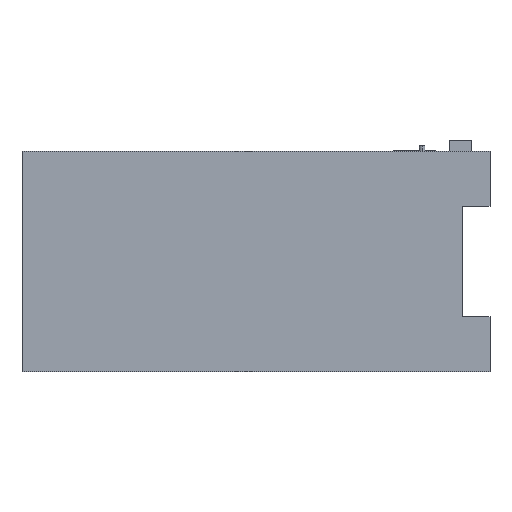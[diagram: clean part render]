
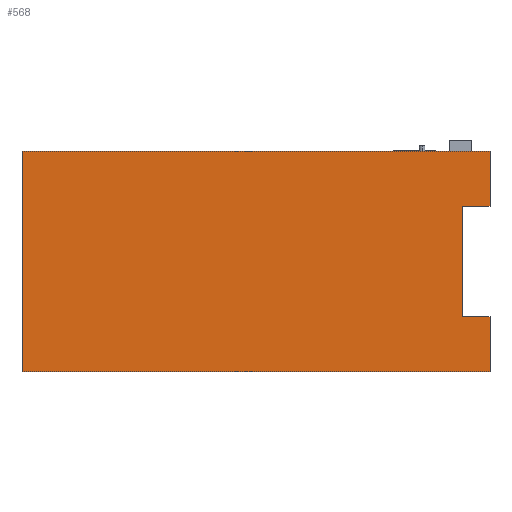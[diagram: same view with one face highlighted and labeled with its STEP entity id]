
A CAD part, left-side view. The second image highlights one B-rep face of the part: STEP entity #568.
In plain terms, the highlighted planar face has unit normal (-1, 0, 0).
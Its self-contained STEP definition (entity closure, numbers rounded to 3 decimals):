
#6 = CARTESIAN_POINT ( 'NONE',  ( 0., 800., 400. ) ) ;
#75 = EDGE_CURVE ( 'NONE', #854, #505, #1472, .T. ) ;
#76 = VERTEX_POINT ( 'NONE', #1496 ) ;
#81 = LINE ( 'NONE', #1450, #1326 ) ;
#97 = AXIS2_PLACEMENT_3D ( 'NONE', #167, #499, #2001 ) ;
#125 = DIRECTION ( 'NONE',  ( 0., 0., -1. ) ) ;
#167 = CARTESIAN_POINT ( 'NONE',  ( 0., 0., 400. ) ) ;
#191 = VECTOR ( 'NONE', #1708, 1000. ) ;
#192 = CARTESIAN_POINT ( 'NONE',  ( 0., 0., 100. ) ) ;
#201 = VECTOR ( 'NONE', #1688, 1000. ) ;
#243 = VERTEX_POINT ( 'NONE', #1408 ) ;
#266 = DIRECTION ( 'NONE',  ( 0., 1., 0. ) ) ;
#286 = VERTEX_POINT ( 'NONE', #192 ) ;
#287 = CARTESIAN_POINT ( 'NONE',  ( 0., 0., 0. ) ) ;
#301 = FACE_OUTER_BOUND ( 'NONE', #1350, .T. ) ;
#330 = DIRECTION ( 'NONE',  ( 0., 0., -1. ) ) ;
#390 = ORIENTED_EDGE ( 'NONE', *, *, #75, .F. ) ;
#399 = CARTESIAN_POINT ( 'NONE',  ( 0., -50., 300. ) ) ;
#472 = LINE ( 'NONE', #287, #1037 ) ;
#499 = DIRECTION ( 'NONE',  ( 1., 0., 0. ) ) ;
#500 = ORIENTED_EDGE ( 'NONE', *, *, #1680, .F. ) ;
#505 = VERTEX_POINT ( 'NONE', #1522 ) ;
#562 = LINE ( 'NONE', #1193, #1807 ) ;
#567 = EDGE_CURVE ( 'NONE', #1874, #286, #1113, .T. ) ;
#568 = ADVANCED_FACE ( 'NONE', ( #301 ), #945, .F. ) ;
#623 = LINE ( 'NONE', #1068, #1749 ) ;
#698 = EDGE_CURVE ( 'NONE', #76, #243, #781, .T. ) ;
#707 = VECTOR ( 'NONE', #266, 1000. ) ;
#714 = ORIENTED_EDGE ( 'NONE', *, *, #1015, .T. ) ;
#737 = DIRECTION ( 'NONE',  ( 0., 0., -1. ) ) ;
#749 = ORIENTED_EDGE ( 'NONE', *, *, #567, .T. ) ;
#781 = LINE ( 'NONE', #6, #191 ) ;
#854 = VERTEX_POINT ( 'NONE', #1957 ) ;
#859 = EDGE_CURVE ( 'NONE', #1042, #854, #562, .T. ) ;
#905 = CARTESIAN_POINT ( 'NONE',  ( 0., -50., 100. ) ) ;
#945 = PLANE ( 'NONE',  #97 ) ;
#1008 = ORIENTED_EDGE ( 'NONE', *, *, #1088, .F. ) ;
#1015 = EDGE_CURVE ( 'NONE', #243, #1184, #472, .T. ) ;
#1037 = VECTOR ( 'NONE', #1231, 1000. ) ;
#1042 = VERTEX_POINT ( 'NONE', #1547 ) ;
#1068 = CARTESIAN_POINT ( 'NONE',  ( 0., 0., 400. ) ) ;
#1088 = EDGE_CURVE ( 'NONE', #505, #286, #623, .T. ) ;
#1113 = LINE ( 'NONE', #1269, #201 ) ;
#1169 = VECTOR ( 'NONE', #125, 1000. ) ;
#1184 = VERTEX_POINT ( 'NONE', #1727 ) ;
#1193 = CARTESIAN_POINT ( 'NONE',  ( 0., -50., 400. ) ) ;
#1231 = DIRECTION ( 'NONE',  ( 0., -1., 0. ) ) ;
#1269 = CARTESIAN_POINT ( 'NONE',  ( 0., -50., 100. ) ) ;
#1326 = VECTOR ( 'NONE', #1605, 1000. ) ;
#1346 = EDGE_CURVE ( 'NONE', #1874, #1184, #1677, .T. ) ;
#1350 = EDGE_LOOP ( 'NONE', ( #714, #1761, #749, #1008, #390, #1905, #500, #1560 ) ) ;
#1408 = CARTESIAN_POINT ( 'NONE',  ( 0., 800., 0. ) ) ;
#1450 = CARTESIAN_POINT ( 'NONE',  ( 0., 0., 400. ) ) ;
#1472 = LINE ( 'NONE', #399, #707 ) ;
#1496 = CARTESIAN_POINT ( 'NONE',  ( 0., 800., 400. ) ) ;
#1522 = CARTESIAN_POINT ( 'NONE',  ( 0., 0., 300. ) ) ;
#1547 = CARTESIAN_POINT ( 'NONE',  ( 0., -50., 400. ) ) ;
#1560 = ORIENTED_EDGE ( 'NONE', *, *, #698, .T. ) ;
#1605 = DIRECTION ( 'NONE',  ( 0., -1., 0. ) ) ;
#1677 = LINE ( 'NONE', #1785, #1169 ) ;
#1680 = EDGE_CURVE ( 'NONE', #76, #1042, #81, .T. ) ;
#1688 = DIRECTION ( 'NONE',  ( 0., 1., 0. ) ) ;
#1708 = DIRECTION ( 'NONE',  ( 0., 0., -1. ) ) ;
#1727 = CARTESIAN_POINT ( 'NONE',  ( 0., -50., 0. ) ) ;
#1749 = VECTOR ( 'NONE', #330, 1000. ) ;
#1761 = ORIENTED_EDGE ( 'NONE', *, *, #1346, .F. ) ;
#1785 = CARTESIAN_POINT ( 'NONE',  ( 0., -50., 0. ) ) ;
#1807 = VECTOR ( 'NONE', #737, 1000. ) ;
#1874 = VERTEX_POINT ( 'NONE', #905 ) ;
#1905 = ORIENTED_EDGE ( 'NONE', *, *, #859, .F. ) ;
#1957 = CARTESIAN_POINT ( 'NONE',  ( 0., -50., 300. ) ) ;
#2001 = DIRECTION ( 'NONE',  ( 0., 0., -1. ) ) ;
